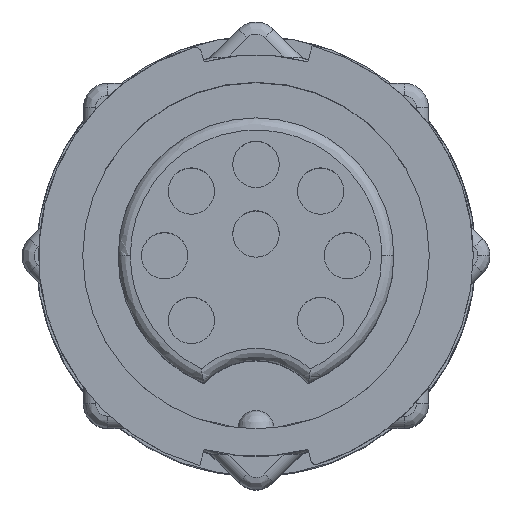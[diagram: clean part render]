
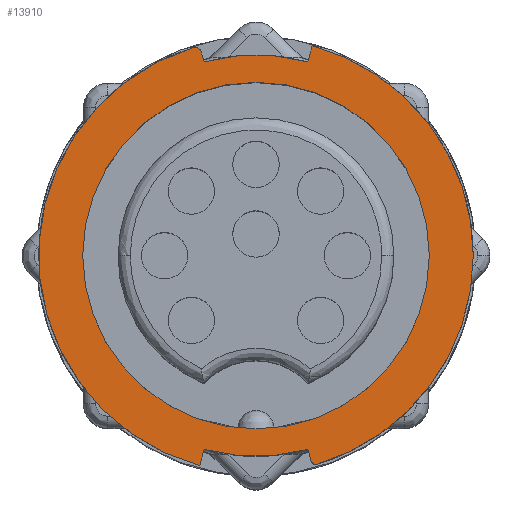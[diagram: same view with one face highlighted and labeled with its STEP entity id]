
A CAD part, top view. The second image highlights one B-rep face of the part: STEP entity #13910.
In plain terms, the highlighted planar face has unit normal (0, 0, 1).
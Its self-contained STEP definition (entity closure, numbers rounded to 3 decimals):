
#41 = VERTEX_POINT ( 'NONE', #14373 ) ;
#716 = DIRECTION ( 'NONE',  ( 0.259, 0.966, 0. ) ) ;
#743 = DIRECTION ( 'NONE',  ( 1., 0., 0. ) ) ;
#750 = CARTESIAN_POINT ( 'NONE',  ( 2.129, 7.945, 9.2 ) ) ;
#774 = DIRECTION ( 'NONE',  ( 0., 0., -1. ) ) ;
#795 = CARTESIAN_POINT ( 'NONE',  ( 0., 0., 9.2 ) ) ;
#1005 = AXIS2_PLACEMENT_3D ( 'NONE', #12788, #2666, #14555 ) ;
#1153 = VERTEX_POINT ( 'NONE', #16196 ) ;
#1550 = ORIENTED_EDGE ( 'NONE', *, *, #18858, .F. ) ;
#1806 = VERTEX_POINT ( 'NONE', #20284 ) ;
#1816 = DIRECTION ( 'NONE',  ( 1., 0., 0. ) ) ;
#1818 = DIRECTION ( 'NONE',  ( 0., 0., -1. ) ) ;
#1839 = CARTESIAN_POINT ( 'NONE',  ( 0., 0., 9.2 ) ) ;
#2121 = ORIENTED_EDGE ( 'NONE', *, *, #4925, .F. ) ;
#2184 = VERTEX_POINT ( 'NONE', #17555 ) ;
#2666 = DIRECTION ( 'NONE',  ( 0., 0., -1. ) ) ;
#3039 = LINE ( 'NONE', #750, #10713 ) ;
#3195 = AXIS2_PLACEMENT_3D ( 'NONE', #795, #774, #743 ) ;
#3419 = CARTESIAN_POINT ( 'NONE',  ( 2.129, 7.945, 9.2 ) ) ;
#3750 = CARTESIAN_POINT ( 'NONE',  ( 8.903, 0., 9.2 ) ) ;
#3868 = DIRECTION ( 'NONE',  ( 1., 0., 0. ) ) ;
#3892 = DIRECTION ( 'NONE',  ( 0., 0., -1. ) ) ;
#3920 = CARTESIAN_POINT ( 'NONE',  ( 0., 0., 9.2 ) ) ;
#4113 = EDGE_CURVE ( 'NONE', #19378, #41, #10698, .T. ) ;
#4452 = DIRECTION ( 'NONE',  ( -0.259, 0.966, 0. ) ) ;
#4499 = CARTESIAN_POINT ( 'NONE',  ( 2.252, -8.405, 9.2 ) ) ;
#4576 = CARTESIAN_POINT ( 'NONE',  ( -7.1, 0., 9.2 ) ) ;
#4820 = DIRECTION ( 'NONE',  ( -1., 0., 0. ) ) ;
#4849 = DIRECTION ( 'NONE',  ( 0., 0., -1. ) ) ;
#4875 = PLANE ( 'NONE',  #18494 ) ;
#4925 = EDGE_CURVE ( 'NONE', #1806, #10956, #19070, .T. ) ;
#5022 = CARTESIAN_POINT ( 'NONE',  ( 0., 0., 9.2 ) ) ;
#5032 = EDGE_CURVE ( 'NONE', #9377, #14880, #13041, .T. ) ;
#5233 = CARTESIAN_POINT ( 'NONE',  ( -2.225, 8.305, 9.2 ) ) ;
#5306 = CARTESIAN_POINT ( 'NONE',  ( -2.603, 8.514, 9.2 ) ) ;
#5380 = CIRCLE ( 'NONE', #20089, 8.225 ) ;
#5786 = CIRCLE ( 'NONE', #13840, 7.1 ) ;
#6101 = ORIENTED_EDGE ( 'NONE', *, *, #4113, .F. ) ;
#6125 = ORIENTED_EDGE ( 'NONE', *, *, #17232, .F. ) ;
#6158 = CIRCLE ( 'NONE', #3195, 8.903 ) ;
#6444 = VECTOR ( 'NONE', #4452, 1000. ) ;
#6931 = EDGE_CURVE ( 'NONE', #22663, #2184, #18465, .T. ) ;
#7169 = ORIENTED_EDGE ( 'NONE', *, *, #10640, .F. ) ;
#7187 = VERTEX_POINT ( 'NONE', #16022 ) ;
#7682 = EDGE_LOOP ( 'NONE', ( #20581, #16862 ) ) ;
#7968 = AXIS2_PLACEMENT_3D ( 'NONE', #12725, #12719, #12696 ) ;
#8095 = AXIS2_PLACEMENT_3D ( 'NONE', #3920, #3892, #3868 ) ;
#8224 = ORIENTED_EDGE ( 'NONE', *, *, #14168, .F. ) ;
#8361 = VECTOR ( 'NONE', #9040, 1000. ) ;
#8372 = VECTOR ( 'NONE', #8540, 1000. ) ;
#8517 = CARTESIAN_POINT ( 'NONE',  ( -2.129, -7.945, 9.2 ) ) ;
#8540 = DIRECTION ( 'NONE',  ( -0.259, -0.966, 0. ) ) ;
#8770 = FACE_OUTER_BOUND ( 'NONE', #21724, .T. ) ;
#8834 = CARTESIAN_POINT ( 'NONE',  ( 2.129, -7.945, 9.2 ) ) ;
#8846 = LINE ( 'NONE', #8517, #8372 ) ;
#8866 = EDGE_CURVE ( 'NONE', #1153, #7187, #8846, .T. ) ;
#8920 = CARTESIAN_POINT ( 'NONE',  ( -2.225, 8.305, 9.2 ) ) ;
#9040 = DIRECTION ( 'NONE',  ( 0.259, -0.966, 0. ) ) ;
#9216 = CIRCLE ( 'NONE', #21779, 8.903 ) ;
#9377 = VERTEX_POINT ( 'NONE', #10349 ) ;
#9987 = CARTESIAN_POINT ( 'NONE',  ( -2.515, 8.228, 9.2 ) ) ;
#10280 = CARTESIAN_POINT ( 'NONE',  ( 0., 0., 9.2 ) ) ;
#10349 = CARTESIAN_POINT ( 'NONE',  ( 2.304, 8.6, 9.2 ) ) ;
#10640 = EDGE_CURVE ( 'NONE', #22141, #1806, #13120, .T. ) ;
#10698 = LINE ( 'NONE', #8920, #8361 ) ;
#10713 = VECTOR ( 'NONE', #716, 1000. ) ;
#10956 = VERTEX_POINT ( 'NONE', #8834 ) ;
#11262 = VERTEX_POINT ( 'NONE', #5306 ) ;
#11565 = EDGE_CURVE ( 'NONE', #7187, #11262, #6158, .T. ) ;
#11682 = DIRECTION ( 'NONE',  ( 1., 0., 0. ) ) ;
#11977 = DIRECTION ( 'NONE',  ( -1., 0., 0. ) ) ;
#12696 = DIRECTION ( 'NONE',  ( 1., 0., 0. ) ) ;
#12710 = ORIENTED_EDGE ( 'NONE', *, *, #5032, .F. ) ;
#12719 = DIRECTION ( 'NONE',  ( 0., 0., -1. ) ) ;
#12725 = CARTESIAN_POINT ( 'NONE',  ( 2.445, -8.353, 9.2 ) ) ;
#12788 = CARTESIAN_POINT ( 'NONE',  ( 0., 0., 9.2 ) ) ;
#12859 = FACE_BOUND ( 'NONE', #7682, .T. ) ;
#13041 = CIRCLE ( 'NONE', #8095, 8.903 ) ;
#13056 = EDGE_CURVE ( 'NONE', #2184, #22663, #5786, .T. ) ;
#13120 = CIRCLE ( 'NONE', #7968, 0.2 ) ;
#13247 = ORIENTED_EDGE ( 'NONE', *, *, #14259, .F. ) ;
#13840 = AXIS2_PLACEMENT_3D ( 'NONE', #16422, #16398, #16355 ) ;
#13910 = ADVANCED_FACE ( 'NONE', ( #8770, #12859 ), #4875, .F. ) ;
#14092 = VERTEX_POINT ( 'NONE', #3419 ) ;
#14168 = EDGE_CURVE ( 'NONE', #14880, #22141, #9216, .T. ) ;
#14259 = EDGE_CURVE ( 'NONE', #14092, #9377, #3039, .T. ) ;
#14373 = CARTESIAN_POINT ( 'NONE',  ( -2.129, 7.945, 9.2 ) ) ;
#14555 = DIRECTION ( 'NONE',  ( -1., 0., 0. ) ) ;
#14880 = VERTEX_POINT ( 'NONE', #3750 ) ;
#16022 = CARTESIAN_POINT ( 'NONE',  ( -2.304, -8.6, 9.2 ) ) ;
#16196 = CARTESIAN_POINT ( 'NONE',  ( -2.129, -7.945, 9.2 ) ) ;
#16355 = DIRECTION ( 'NONE',  ( -1., 0., 0. ) ) ;
#16398 = DIRECTION ( 'NONE',  ( 0., 0., 1. ) ) ;
#16422 = CARTESIAN_POINT ( 'NONE',  ( 0., 0., 9.2 ) ) ;
#16862 = ORIENTED_EDGE ( 'NONE', *, *, #13056, .F. ) ;
#17232 = EDGE_CURVE ( 'NONE', #10956, #1153, #17532, .T. ) ;
#17382 = AXIS2_PLACEMENT_3D ( 'NONE', #9987, #22349, #11682 ) ;
#17532 = CIRCLE ( 'NONE', #1005, 8.225 ) ;
#17555 = CARTESIAN_POINT ( 'NONE',  ( 7.1, 0., 9.2 ) ) ;
#17725 = CARTESIAN_POINT ( 'NONE',  ( 2.501, -8.545, 9.2 ) ) ;
#17755 = ORIENTED_EDGE ( 'NONE', *, *, #22303, .F. ) ;
#17906 = DIRECTION ( 'NONE',  ( -1., 0., 0. ) ) ;
#17930 = DIRECTION ( 'NONE',  ( 0., 0., 1. ) ) ;
#17937 = CARTESIAN_POINT ( 'NONE',  ( 0., 0., 9.2 ) ) ;
#18341 = ORIENTED_EDGE ( 'NONE', *, *, #11565, .F. ) ;
#18465 = CIRCLE ( 'NONE', #19912, 7.1 ) ;
#18494 = AXIS2_PLACEMENT_3D ( 'NONE', #5022, #4849, #4820 ) ;
#18858 = EDGE_CURVE ( 'NONE', #41, #14092, #5380, .T. ) ;
#19070 = LINE ( 'NONE', #4499, #6444 ) ;
#19378 = VERTEX_POINT ( 'NONE', #5233 ) ;
#19459 = ORIENTED_EDGE ( 'NONE', *, *, #8866, .F. ) ;
#19912 = AXIS2_PLACEMENT_3D ( 'NONE', #17937, #17930, #17906 ) ;
#20089 = AXIS2_PLACEMENT_3D ( 'NONE', #10280, #22657, #11977 ) ;
#20284 = CARTESIAN_POINT ( 'NONE',  ( 2.252, -8.405, 9.2 ) ) ;
#20581 = ORIENTED_EDGE ( 'NONE', *, *, #6931, .F. ) ;
#21724 = EDGE_LOOP ( 'NONE', ( #17755, #18341, #19459, #6125, #2121, #7169, #8224, #12710, #13247, #1550, #6101 ) ) ;
#21779 = AXIS2_PLACEMENT_3D ( 'NONE', #1839, #1818, #1816 ) ;
#22141 = VERTEX_POINT ( 'NONE', #17725 ) ;
#22303 = EDGE_CURVE ( 'NONE', #11262, #19378, #22642, .T. ) ;
#22349 = DIRECTION ( 'NONE',  ( 0., 0., -1. ) ) ;
#22642 = CIRCLE ( 'NONE', #17382, 0.3 ) ;
#22657 = DIRECTION ( 'NONE',  ( 0., 0., -1. ) ) ;
#22663 = VERTEX_POINT ( 'NONE', #4576 ) ;
